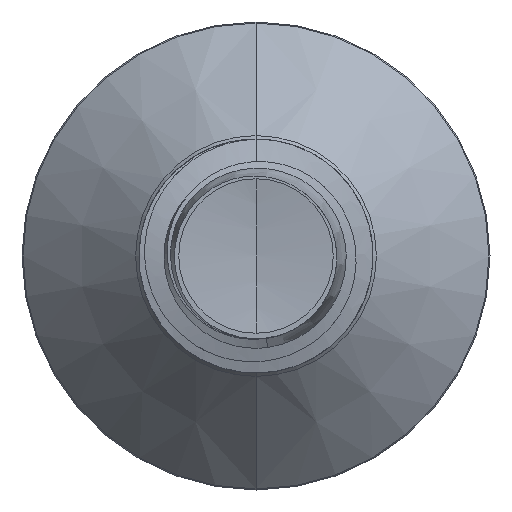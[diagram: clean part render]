
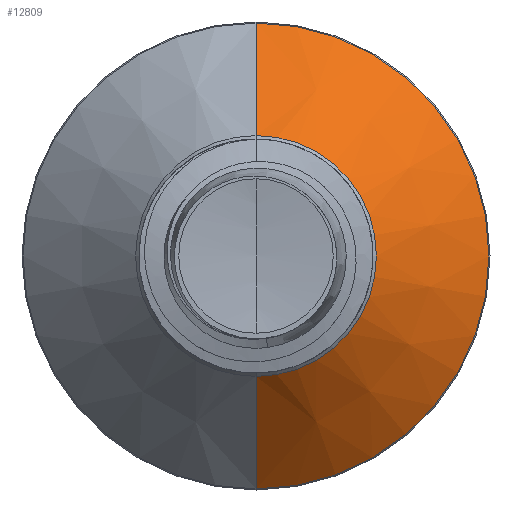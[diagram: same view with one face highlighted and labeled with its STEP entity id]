
A CAD part, front view. The second image highlights one B-rep face of the part: STEP entity #12809.
In plain terms, the highlighted conical face has half-angle 45 degrees and reference radius 3.088 mm.
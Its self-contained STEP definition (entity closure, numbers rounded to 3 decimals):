
#46 = DIRECTION ( 'NONE',  ( 0., 0.707, 0.707 ) ) ;
#833 = CARTESIAN_POINT ( 'NONE',  ( 0., 12.239, 0. ) ) ;
#1395 = EDGE_CURVE ( 'NONE', #12580, #5253, #6153, .T. ) ;
#1407 = VERTEX_POINT ( 'NONE', #11988 ) ;
#1977 = CARTESIAN_POINT ( 'NONE',  ( 0., 12.239, 3.089 ) ) ;
#2029 = EDGE_CURVE ( 'NONE', #1407, #23504, #18621, .T. ) ;
#2369 = DIRECTION ( 'NONE',  ( 0., 1., 0. ) ) ;
#2775 = DIRECTION ( 'NONE',  ( 0., 0., 1. ) ) ;
#3545 = CIRCLE ( 'NONE', #20824, 3.089 ) ;
#5253 = VERTEX_POINT ( 'NONE', #19806 ) ;
#6153 = LINE ( 'NONE', #19303, #21063 ) ;
#6465 = DIRECTION ( 'NONE',  ( 0., 0.707, -0.707 ) ) ;
#7553 = AXIS2_PLACEMENT_3D ( 'NONE', #14020, #2369, #16001 ) ;
#7581 = CONICAL_SURFACE ( 'NONE', #17834, 3.089, 0.785 ) ;
#8093 = CARTESIAN_POINT ( 'NONE',  ( 0., 15.124, -5.974 ) ) ;
#9234 = EDGE_CURVE ( 'NONE', #5253, #23504, #17052, .T. ) ;
#9551 = ORIENTED_EDGE ( 'NONE', *, *, #1395, .F. ) ;
#9807 = DIRECTION ( 'NONE',  ( 0., 0., 1. ) ) ;
#11988 = CARTESIAN_POINT ( 'NONE',  ( 0., 12.239, -3.089 ) ) ;
#12580 = VERTEX_POINT ( 'NONE', #1977 ) ;
#12809 = ADVANCED_FACE ( 'NONE', ( #24214 ), #7581, .T. ) ;
#14020 = CARTESIAN_POINT ( 'NONE',  ( 0., 15.124, 0. ) ) ;
#14178 = EDGE_LOOP ( 'NONE', ( #20795, #16247, #18685, #9551 ) ) ;
#14195 = CARTESIAN_POINT ( 'NONE',  ( 0., 12.239, -3.089 ) ) ;
#14444 = DIRECTION ( 'NONE',  ( 0., 1., 0. ) ) ;
#15694 = CARTESIAN_POINT ( 'NONE',  ( 0., 12.239, 0. ) ) ;
#16001 = DIRECTION ( 'NONE',  ( 0., 0., 1. ) ) ;
#16247 = ORIENTED_EDGE ( 'NONE', *, *, #2029, .T. ) ;
#17052 = CIRCLE ( 'NONE', #7553, 5.974 ) ;
#17658 = DIRECTION ( 'NONE',  ( 0., 1., 0. ) ) ;
#17834 = AXIS2_PLACEMENT_3D ( 'NONE', #15694, #17658, #9807 ) ;
#18621 = LINE ( 'NONE', #14195, #19847 ) ;
#18685 = ORIENTED_EDGE ( 'NONE', *, *, #9234, .F. ) ;
#19303 = CARTESIAN_POINT ( 'NONE',  ( 0., 12.239, 3.089 ) ) ;
#19806 = CARTESIAN_POINT ( 'NONE',  ( 0., 15.124, 5.974 ) ) ;
#19847 = VECTOR ( 'NONE', #6465, 1000. ) ;
#20021 = EDGE_CURVE ( 'NONE', #12580, #1407, #3545, .T. ) ;
#20795 = ORIENTED_EDGE ( 'NONE', *, *, #20021, .T. ) ;
#20824 = AXIS2_PLACEMENT_3D ( 'NONE', #833, #14444, #2775 ) ;
#21063 = VECTOR ( 'NONE', #46, 1000. ) ;
#23504 = VERTEX_POINT ( 'NONE', #8093 ) ;
#24214 = FACE_OUTER_BOUND ( 'NONE', #14178, .T. ) ;
